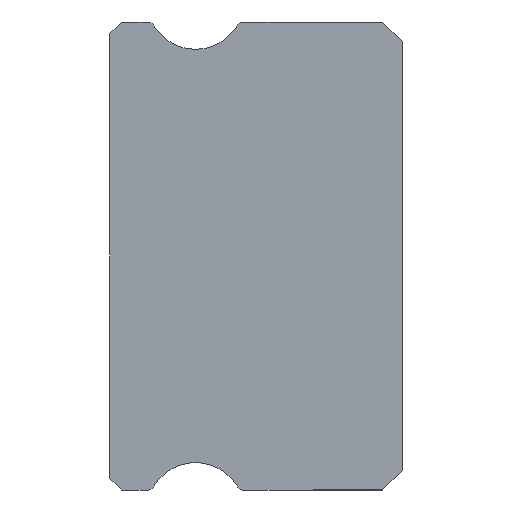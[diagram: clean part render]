
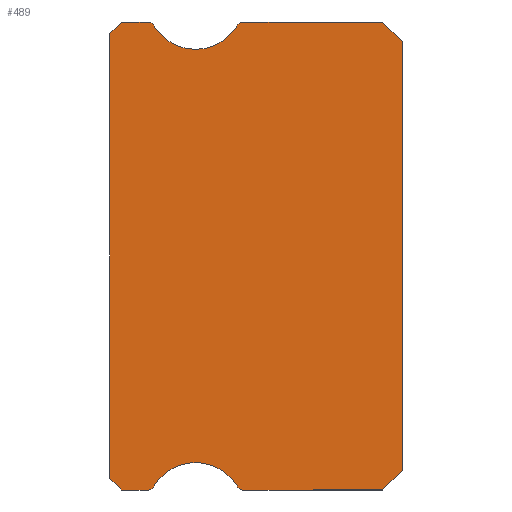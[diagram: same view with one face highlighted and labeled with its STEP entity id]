
A CAD part, left-side view. The second image highlights one B-rep face of the part: STEP entity #489.
In plain terms, the highlighted planar face has unit normal (-1, 0, 0).
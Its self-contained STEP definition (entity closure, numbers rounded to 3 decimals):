
#26 = EDGE_LOOP ( 'NONE', ( #4348, #1116, #829, #229, #100, #4176, #3925, #4281, #380, #1636, #601, #1602, #2638, #1902, #2878, #1134, #4418 ) ) ;
#28 = EDGE_CURVE ( 'NONE', #1102, #2316, #983, .T. ) ;
#34 = DIRECTION ( 'NONE',  ( 0., 1., 0. ) ) ;
#100 = ORIENTED_EDGE ( 'NONE', *, *, #1105, .F. ) ;
#125 = CARTESIAN_POINT ( 'NONE',  ( -15., 0., -5.5 ) ) ;
#229 = ORIENTED_EDGE ( 'NONE', *, *, #28, .T. ) ;
#236 = CARTESIAN_POINT ( 'NONE',  ( -15., 4.088, 6. ) ) ;
#247 = CARTESIAN_POINT ( 'NONE',  ( -15., 6.512, -5.85 ) ) ;
#251 = LINE ( 'NONE', #4106, #2112 ) ;
#270 = VECTOR ( 'NONE', #4104, 1000. ) ;
#285 = DIRECTION ( 'NONE',  ( 0., 0., -1. ) ) ;
#292 = CARTESIAN_POINT ( 'NONE',  ( -15., 4.217, -5.925 ) ) ;
#306 = CARTESIAN_POINT ( 'NONE',  ( -15., 6.512, 6. ) ) ;
#325 = VERTEX_POINT ( 'NONE', #2978 ) ;
#328 = LINE ( 'NONE', #612, #1429 ) ;
#380 = ORIENTED_EDGE ( 'NONE', *, *, #742, .F. ) ;
#409 = AXIS2_PLACEMENT_3D ( 'NONE', #414, #2153, #2868 ) ;
#414 = CARTESIAN_POINT ( 'NONE',  ( -15., 4.088, 5.85 ) ) ;
#418 = VECTOR ( 'NONE', #34, 1000. ) ;
#420 = DIRECTION ( 'NONE',  ( 0., 1., 0. ) ) ;
#446 = DIRECTION ( 'NONE',  ( -1., 0., 0. ) ) ;
#482 = AXIS2_PLACEMENT_3D ( 'NONE', #2572, #3959, #820 ) ;
#489 = ADVANCED_FACE ( 'NONE', ( #3407 ), #3359, .F. ) ;
#497 = VERTEX_POINT ( 'NONE', #3780 ) ;
#507 = CIRCLE ( 'NONE', #3273, 0.15 ) ;
#581 = EDGE_CURVE ( 'NONE', #325, #4492, #3926, .T. ) ;
#601 = ORIENTED_EDGE ( 'NONE', *, *, #3536, .F. ) ;
#612 = CARTESIAN_POINT ( 'NONE',  ( -15., 7.2, -6. ) ) ;
#661 = DIRECTION ( 'NONE',  ( 0., -0.707, -0.707 ) ) ;
#730 = CARTESIAN_POINT ( 'NONE',  ( -15., 0., 5.5 ) ) ;
#742 = EDGE_CURVE ( 'NONE', #497, #1525, #3246, .T. ) ;
#793 = CARTESIAN_POINT ( 'NONE',  ( -15., 5.3, -6.55 ) ) ;
#804 = CARTESIAN_POINT ( 'NONE',  ( -15., 0., 5.5 ) ) ;
#820 = DIRECTION ( 'NONE',  ( 0., 0., -1. ) ) ;
#829 = ORIENTED_EDGE ( 'NONE', *, *, #2394, .T. ) ;
#853 = AXIS2_PLACEMENT_3D ( 'NONE', #1622, #3751, #285 ) ;
#864 = EDGE_CURVE ( 'NONE', #4492, #3832, #3373, .T. ) ;
#904 = CARTESIAN_POINT ( 'NONE',  ( -15., 6.512, 5.85 ) ) ;
#983 = LINE ( 'NONE', #1903, #2283 ) ;
#996 = AXIS2_PLACEMENT_3D ( 'NONE', #2573, #3961, #2222 ) ;
#1050 = LINE ( 'NONE', #730, #3946 ) ;
#1102 = VERTEX_POINT ( 'NONE', #2029 ) ;
#1105 = EDGE_CURVE ( 'NONE', #2122, #2316, #2544, .T. ) ;
#1115 = EDGE_CURVE ( 'NONE', #4421, #2083, #1691, .T. ) ;
#1116 = ORIENTED_EDGE ( 'NONE', *, *, #3743, .F. ) ;
#1134 = ORIENTED_EDGE ( 'NONE', *, *, #1603, .F. ) ;
#1254 = CARTESIAN_POINT ( 'NONE',  ( -15., 6.512, 6. ) ) ;
#1267 = EDGE_CURVE ( 'NONE', #1926, #4394, #1578, .T. ) ;
#1330 = DIRECTION ( 'NONE',  ( 0., 0., -1. ) ) ;
#1338 = DIRECTION ( 'NONE',  ( -1., 0., 0. ) ) ;
#1349 = EDGE_CURVE ( 'NONE', #1525, #3363, #3858, .T. ) ;
#1355 = CARTESIAN_POINT ( 'NONE',  ( -15., 6.383, -5.925 ) ) ;
#1363 = CARTESIAN_POINT ( 'NONE',  ( -15., 7.2, 6. ) ) ;
#1394 = EDGE_CURVE ( 'NONE', #1797, #4421, #2837, .T. ) ;
#1429 = VECTOR ( 'NONE', #2776, 1000. ) ;
#1441 = VECTOR ( 'NONE', #420, 1000. ) ;
#1525 = VERTEX_POINT ( 'NONE', #1908 ) ;
#1534 = DIRECTION ( 'NONE',  ( 0., 0.707, -0.707 ) ) ;
#1578 = CIRCLE ( 'NONE', #3632, 1.25 ) ;
#1602 = ORIENTED_EDGE ( 'NONE', *, *, #864, .F. ) ;
#1603 = EDGE_CURVE ( 'NONE', #1797, #1926, #507, .T. ) ;
#1622 = CARTESIAN_POINT ( 'NONE',  ( -15., 6.512, 5.85 ) ) ;
#1636 = ORIENTED_EDGE ( 'NONE', *, *, #3967, .T. ) ;
#1653 = AXIS2_PLACEMENT_3D ( 'NONE', #793, #446, #3231 ) ;
#1658 = DIRECTION ( 'NONE',  ( 0., -1., 0. ) ) ;
#1691 = LINE ( 'NONE', #3092, #2612 ) ;
#1797 = VERTEX_POINT ( 'NONE', #306 ) ;
#1874 = CARTESIAN_POINT ( 'NONE',  ( -15., 7.2, 6. ) ) ;
#1902 = ORIENTED_EDGE ( 'NONE', *, *, #2355, .F. ) ;
#1903 = CARTESIAN_POINT ( 'NONE',  ( -15., 6.512, -6. ) ) ;
#1908 = CARTESIAN_POINT ( 'NONE',  ( -15., 0.5, -6. ) ) ;
#1926 = VERTEX_POINT ( 'NONE', #4316 ) ;
#1937 = DIRECTION ( 'NONE',  ( 0., 0., 1. ) ) ;
#2020 = CARTESIAN_POINT ( 'NONE',  ( -15., 5.3, 6.55 ) ) ;
#2029 = CARTESIAN_POINT ( 'NONE',  ( -15., 7.2, -6. ) ) ;
#2083 = VERTEX_POINT ( 'NONE', #4490 ) ;
#2112 = VECTOR ( 'NONE', #1937, 1000. ) ;
#2122 = VERTEX_POINT ( 'NONE', #1355 ) ;
#2153 = DIRECTION ( 'NONE',  ( 1., 0., 0. ) ) ;
#2222 = DIRECTION ( 'NONE',  ( 0., 0., -1. ) ) ;
#2283 = VECTOR ( 'NONE', #1658, 1000. ) ;
#2316 = VERTEX_POINT ( 'NONE', #2550 ) ;
#2355 = EDGE_CURVE ( 'NONE', #4394, #325, #2381, .T. ) ;
#2381 = CIRCLE ( 'NONE', #996, 1.25 ) ;
#2394 = EDGE_CURVE ( 'NONE', #3676, #1102, #328, .T. ) ;
#2459 = CIRCLE ( 'NONE', #482, 0.15 ) ;
#2465 = CIRCLE ( 'NONE', #1653, 1.25 ) ;
#2529 = CARTESIAN_POINT ( 'NONE',  ( -15., 7.5, -5.7 ) ) ;
#2544 = CIRCLE ( 'NONE', #4070, 0.15 ) ;
#2550 = CARTESIAN_POINT ( 'NONE',  ( -15., 6.512, -6. ) ) ;
#2572 = CARTESIAN_POINT ( 'NONE',  ( -15., 4.088, -5.85 ) ) ;
#2573 = CARTESIAN_POINT ( 'NONE',  ( -15., 5.3, 6.55 ) ) ;
#2612 = VECTOR ( 'NONE', #4482, 1000. ) ;
#2624 = VECTOR ( 'NONE', #661, 1000. ) ;
#2638 = ORIENTED_EDGE ( 'NONE', *, *, #581, .F. ) ;
#2644 = EDGE_CURVE ( 'NONE', #3363, #3930, #2459, .T. ) ;
#2660 = CARTESIAN_POINT ( 'NONE',  ( -15., 0.5, 6. ) ) ;
#2723 = VERTEX_POINT ( 'NONE', #804 ) ;
#2776 = DIRECTION ( 'NONE',  ( 0., -0.707, -0.707 ) ) ;
#2837 = LINE ( 'NONE', #1363, #1441 ) ;
#2868 = DIRECTION ( 'NONE',  ( 0., 0., -1. ) ) ;
#2878 = ORIENTED_EDGE ( 'NONE', *, *, #1267, .F. ) ;
#2960 = EDGE_CURVE ( 'NONE', #3930, #2122, #2465, .T. ) ;
#2965 = CARTESIAN_POINT ( 'NONE',  ( -15., 4.088, -6. ) ) ;
#2978 = CARTESIAN_POINT ( 'NONE',  ( -15., 4.217, 5.925 ) ) ;
#3071 = DIRECTION ( 'NONE',  ( 1., 0., 0. ) ) ;
#3092 = CARTESIAN_POINT ( 'NONE',  ( -15., 7.5, 5.7 ) ) ;
#3231 = DIRECTION ( 'NONE',  ( 0., 0., -1. ) ) ;
#3246 = LINE ( 'NONE', #125, #3545 ) ;
#3273 = AXIS2_PLACEMENT_3D ( 'NONE', #904, #4040, #1330 ) ;
#3359 = PLANE ( 'NONE',  #853 ) ;
#3363 = VERTEX_POINT ( 'NONE', #2965 ) ;
#3373 = LINE ( 'NONE', #1254, #270 ) ;
#3407 = FACE_OUTER_BOUND ( 'NONE', #26, .T. ) ;
#3536 = EDGE_CURVE ( 'NONE', #3832, #2723, #4460, .T. ) ;
#3545 = VECTOR ( 'NONE', #1534, 1000. ) ;
#3582 = CARTESIAN_POINT ( 'NONE',  ( -15., 5.3, 5.3 ) ) ;
#3632 = AXIS2_PLACEMENT_3D ( 'NONE', #2020, #1338, #3710 ) ;
#3676 = VERTEX_POINT ( 'NONE', #2529 ) ;
#3710 = DIRECTION ( 'NONE',  ( 0., 0., -1. ) ) ;
#3743 = EDGE_CURVE ( 'NONE', #3676, #2083, #251, .T. ) ;
#3751 = DIRECTION ( 'NONE',  ( 1., 0., 0. ) ) ;
#3780 = CARTESIAN_POINT ( 'NONE',  ( -15., 0., -5.5 ) ) ;
#3832 = VERTEX_POINT ( 'NONE', #2660 ) ;
#3833 = CARTESIAN_POINT ( 'NONE',  ( -15., 6.512, -6. ) ) ;
#3858 = LINE ( 'NONE', #3833, #418 ) ;
#3901 = CARTESIAN_POINT ( 'NONE',  ( -15., 0.5, 6. ) ) ;
#3925 = ORIENTED_EDGE ( 'NONE', *, *, #2644, .F. ) ;
#3926 = CIRCLE ( 'NONE', #409, 0.15 ) ;
#3930 = VERTEX_POINT ( 'NONE', #292 ) ;
#3946 = VECTOR ( 'NONE', #4530, 1000. ) ;
#3959 = DIRECTION ( 'NONE',  ( 1., 0., 0. ) ) ;
#3961 = DIRECTION ( 'NONE',  ( -1., 0., 0. ) ) ;
#3967 = EDGE_CURVE ( 'NONE', #497, #2723, #1050, .T. ) ;
#4040 = DIRECTION ( 'NONE',  ( 1., 0., 0. ) ) ;
#4070 = AXIS2_PLACEMENT_3D ( 'NONE', #247, #3071, #4462 ) ;
#4104 = DIRECTION ( 'NONE',  ( 0., -1., 0. ) ) ;
#4106 = CARTESIAN_POINT ( 'NONE',  ( -15., 7.5, 5.85 ) ) ;
#4176 = ORIENTED_EDGE ( 'NONE', *, *, #2960, .F. ) ;
#4281 = ORIENTED_EDGE ( 'NONE', *, *, #1349, .F. ) ;
#4316 = CARTESIAN_POINT ( 'NONE',  ( -15., 6.383, 5.925 ) ) ;
#4348 = ORIENTED_EDGE ( 'NONE', *, *, #1115, .T. ) ;
#4394 = VERTEX_POINT ( 'NONE', #3582 ) ;
#4418 = ORIENTED_EDGE ( 'NONE', *, *, #1394, .T. ) ;
#4421 = VERTEX_POINT ( 'NONE', #1874 ) ;
#4460 = LINE ( 'NONE', #3901, #2624 ) ;
#4462 = DIRECTION ( 'NONE',  ( 0., 0., -1. ) ) ;
#4482 = DIRECTION ( 'NONE',  ( 0., 0.707, -0.707 ) ) ;
#4490 = CARTESIAN_POINT ( 'NONE',  ( -15., 7.5, 5.7 ) ) ;
#4492 = VERTEX_POINT ( 'NONE', #236 ) ;
#4530 = DIRECTION ( 'NONE',  ( 0., 0., 1. ) ) ;
